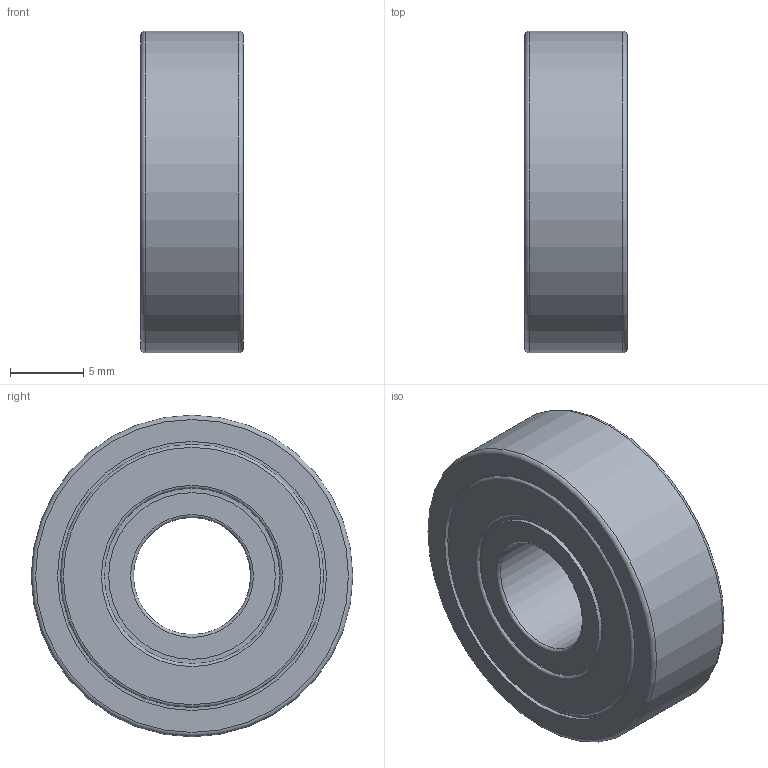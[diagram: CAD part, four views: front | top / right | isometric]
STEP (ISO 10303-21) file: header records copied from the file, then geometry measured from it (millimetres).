
FILE_DESCRIPTION(('FreeCAD Model'),'2;1');
FILE_NAME('Open CASCADE Shape Model','2021-08-02T15:51:01',('Author'),( ''),'Open CASCADE STEP processor 7.5','FreeCAD','Unknown');
FILE_SCHEMA(('AUTOMOTIVE_DESIGN { 1 0 10303 214 1 1 1 1 }'));
Length unit declared in the file: millimetre
Products named in the file (21): _08_2RS_Skate_Board_Ball_Bearing; Ball 001; Ball 002; Ball 003; Ball 004; Ball 005; Ball 006; Ball 007; Cage 001; Cage 002; Rivet 001; Rivet 002; Rivet 003; Rivet 004; Rivet 005; Rivet 006; Rivet 007; Outer Ring001; Inner Ring001; Seal 001; Seal 002
Assembly tree (20 placements, depth 2):
  _08_2RS_Skate_Board_Ball_Bearing
    Ball 001
    Ball 002
    Ball 003
    Ball 004
    Ball 005
    Ball 006
    Ball 007
    Cage 001
    Cage 002
    Rivet 001
    Rivet 002
    Rivet 003
    Rivet 004
    Rivet 005
    Rivet 006
    Rivet 007
    Outer Ring001
    Inner Ring001
    Seal 001
    Seal 002
Bounding box: 7 x 22 x 22 mm (x, y, z)
Volume: 1589.5 mm3; surface area: 3601.7 mm2
Topology: 20 solids, 20 shells, 228 faces, 558 edges, 368 vertices
Faces by surface type: plane 80, cylinder 75, sphere 63, torus 8, revolution 2
Full cylindrical faces by diameter (mm): 0.5 x21, 8 x1, 11 x4, 11.4 x2, 12 x4, 13 x2, 17 x2, 18 x4, 18.4 x2, 19 x4, 22 x1
Entity records: 18568 total; most frequent: CARTESIAN_POINT 7223, DIRECTION 2193, ORIENTED_EDGE 1046, PCURVE 1046, DEFINITIONAL_REPRESENTATION 1046, CIRCLE 710, AXIS2_PLACEMENT_3D 669, LINE 565
